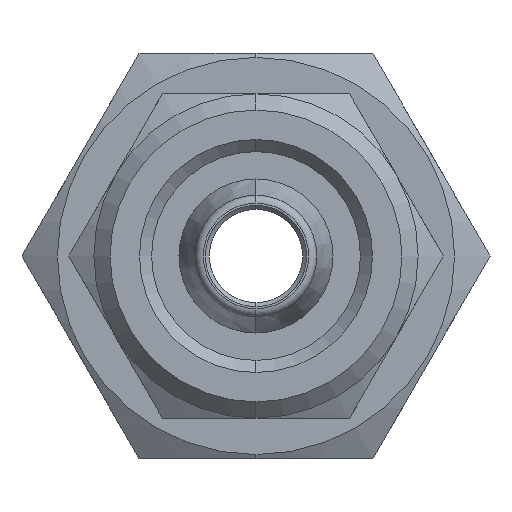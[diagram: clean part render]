
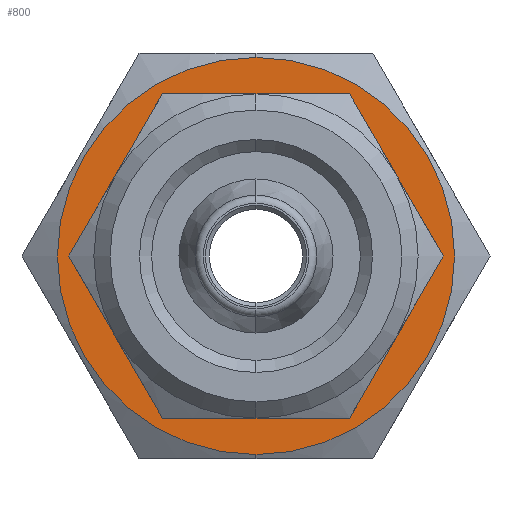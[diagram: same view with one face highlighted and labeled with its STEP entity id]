
A CAD part, front view. The second image highlights one B-rep face of the part: STEP entity #800.
In plain terms, the highlighted planar face has unit normal (0, -1, 0).
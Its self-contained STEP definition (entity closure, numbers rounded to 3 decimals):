
#136 = VERTEX_POINT ( 'NONE', #2237 ) ;
#146 = VERTEX_POINT ( 'NONE', #2242 ) ;
#150 = VERTEX_POINT ( 'NONE', #2243 ) ;
#167 = VERTEX_POINT ( 'NONE', #2249 ) ;
#728 = ORIENTED_EDGE ( 'NONE', *, *, #2161, .T. ) ;
#729 = ORIENTED_EDGE ( 'NONE', *, *, #2191, .F. ) ;
#730 = ORIENTED_EDGE ( 'NONE', *, *, #2155, .T. ) ;
#732 = ORIENTED_EDGE ( 'NONE', *, *, #2154, .F. ) ;
#800 = ADVANCED_FACE ( 'NONE', ( #3202, #3203 ), #2897, .T. ) ;
#1147 = EDGE_LOOP ( 'NONE', ( #732, #729 ) ) ;
#1177 = EDGE_LOOP ( 'NONE', ( #730, #728 ) ) ;
#1456 = AXIS2_PLACEMENT_3D ( 'NONE', #2898, #2899, #2900 ) ;
#1866 = CIRCLE ( 'NONE', #1869, 3.625 ) ;
#1869 = AXIS2_PLACEMENT_3D ( 'NONE', #2516, #2517, #2518 ) ;
#1870 = CIRCLE ( 'NONE', #1871, 4.9 ) ;
#1871 = AXIS2_PLACEMENT_3D ( 'NONE', #2519, #2520, #2521 ) ;
#1875 = CIRCLE ( 'NONE', #1878, 4.9 ) ;
#1878 = AXIS2_PLACEMENT_3D ( 'NONE', #2539, #2540, #2541 ) ;
#1893 = CIRCLE ( 'NONE', #2047, 3.625 ) ;
#2002 = CARTESIAN_POINT ( 'NONE',  ( 0., 15.5, 0. ) ) ;
#2003 = DIRECTION ( 'NONE',  ( 0., -1., 0. ) ) ;
#2004 = DIRECTION ( 'NONE',  ( 0., 0., -1. ) ) ;
#2047 = AXIS2_PLACEMENT_3D ( 'NONE', #2002, #2003, #2004 ) ;
#2154 = EDGE_CURVE ( 'NONE', #136, #150, #1866, .T. ) ;
#2155 = EDGE_CURVE ( 'NONE', #167, #146, #1870, .T. ) ;
#2161 = EDGE_CURVE ( 'NONE', #146, #167, #1875, .T. ) ;
#2191 = EDGE_CURVE ( 'NONE', #150, #136, #1893, .T. ) ;
#2237 = CARTESIAN_POINT ( 'NONE',  ( 0., 15.5, -3.625 ) ) ;
#2242 = CARTESIAN_POINT ( 'NONE',  ( 0., 15.5, -4.9 ) ) ;
#2243 = CARTESIAN_POINT ( 'NONE',  ( 0., 15.5, 3.625 ) ) ;
#2249 = CARTESIAN_POINT ( 'NONE',  ( 0., 15.5, 4.9 ) ) ;
#2516 = CARTESIAN_POINT ( 'NONE',  ( 0., 15.5, 0. ) ) ;
#2517 = DIRECTION ( 'NONE',  ( 0., -1., 0. ) ) ;
#2518 = DIRECTION ( 'NONE',  ( 0., 0., -1. ) ) ;
#2519 = CARTESIAN_POINT ( 'NONE',  ( 0., 15.5, 0. ) ) ;
#2520 = DIRECTION ( 'NONE',  ( 0., -1., 0. ) ) ;
#2521 = DIRECTION ( 'NONE',  ( 0., 0., -1. ) ) ;
#2539 = CARTESIAN_POINT ( 'NONE',  ( 0., 15.5, 0. ) ) ;
#2540 = DIRECTION ( 'NONE',  ( 0., -1., 0. ) ) ;
#2541 = DIRECTION ( 'NONE',  ( 0., 0., -1. ) ) ;
#2897 = PLANE ( 'NONE',  #1456 ) ;
#2898 = CARTESIAN_POINT ( 'NONE',  ( 0., 15.5, 0. ) ) ;
#2899 = DIRECTION ( 'NONE',  ( 0., -1., 0. ) ) ;
#2900 = DIRECTION ( 'NONE',  ( 0., 0., -1. ) ) ;
#3202 = FACE_BOUND ( 'NONE', #1147, .T. ) ;
#3203 = FACE_OUTER_BOUND ( 'NONE', #1177, .T. ) ;
